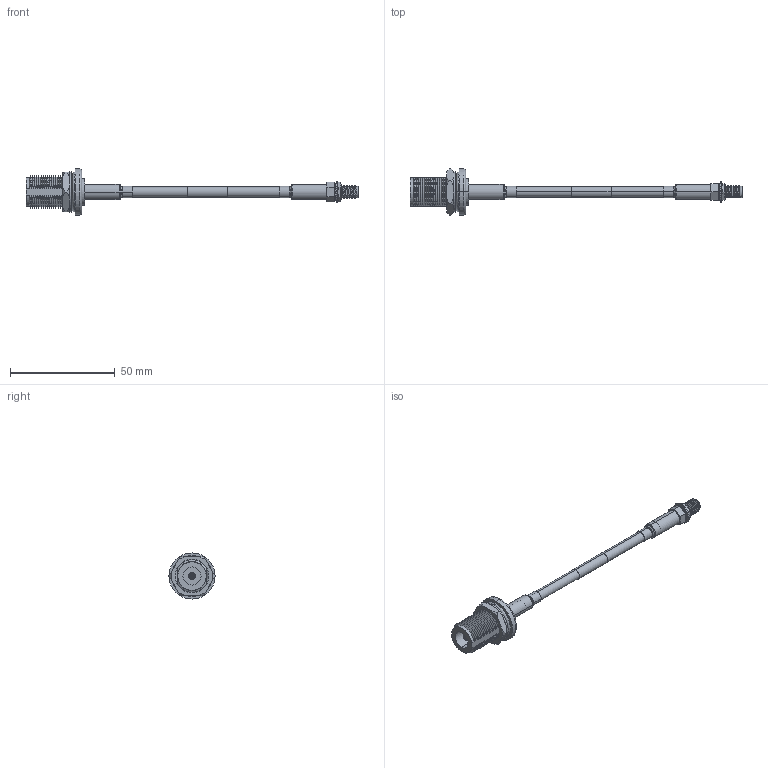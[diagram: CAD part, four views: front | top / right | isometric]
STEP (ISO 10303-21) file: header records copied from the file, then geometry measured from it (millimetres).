
FILE_DESCRIPTION (( 'STEP AP203' ), '1' );
FILE_NAME ('LCCA30686.STEP', '2020-09-25T05:22:38', ( '' ), ( '' ), 'SwSTEP 2.0', 'SolidWorks 2018', '' );
FILE_SCHEMA (( 'CONFIG_CONTROL_DESIGN' ));
Length unit declared in the file: inch
Products named in the file (17): ASF-3700-MA5_with contours; ASF-3700-MA1; CA-195R-MA1_.195"x1"; 3AA02-017; RG58C-PROD; ANF-3700-MA2; ASF-3700-MA7; ASF-3700; ANF-3700; 3AA03-013; Part3^LCCA30686; ASF-3700-MA4; ANF-3700-MA1; ANF-3700-MA3; ANF-3700-MA4; ASF-3700-MA3; LCCA30686
Assembly tree (17 placements, depth 3):
  LCCA30686
    RG58C-PROD
    Part3^LCCA30686
    ANF-3700
      ANF-3700-MA1
      ANF-3700-MA3
      3AA03-013
      3AA02-017
      ANF-3700-MA4
      ANF-3700-MA2
    CA-195R-MA1_.195"x1"  x2
    ASF-3700
      ASF-3700-MA1
      ASF-3700-MA3
      ASF-3700-MA7
      ASF-3700-MA4
      ASF-3700-MA5_with contours
Bounding box: 158.33 x 22 x 22 mm (x, y, z)
Volume: 7980 mm3; surface area: 11300 mm2
Topology: 15 solids, 15 shells, 774 faces, 2024 edges, 1291 vertices
Faces by surface type: cylinder 255, plane 250, cone 243, torus 26
Entity records: 26199 total; most frequent: CARTESIAN_POINT 5714, ORIENTED_EDGE 3960, DIRECTION 3937, EDGE_CURVE 1980, AXIS2_PLACEMENT_3D 1503, VERTEX_POINT 1267, VECTOR 931, LINE 931
